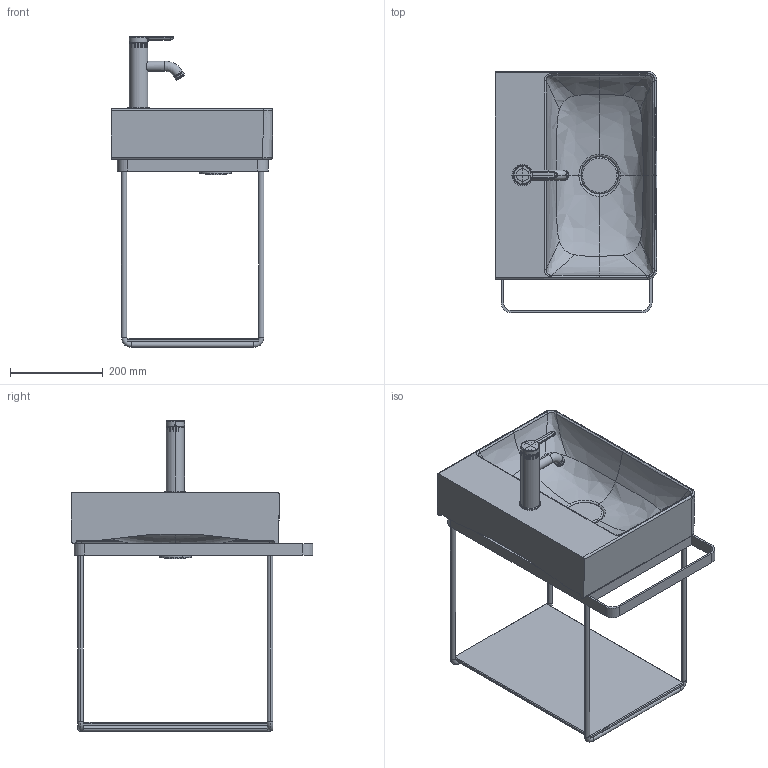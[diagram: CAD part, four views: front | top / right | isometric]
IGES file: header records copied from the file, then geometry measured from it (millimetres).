
Global section: file name: No Iges File Name specified; native system: Autodesk Inventor 2011; preprocessor: AutoDesk Inventor Iges Exporter R2011; author: Administrator; date: 20170629.135909; units: millimetre
Bounding box: 350.05 x 522.52 x 671.31 mm (x, y, z)
Volume: 7754039 mm3; surface area: 1178556.5 mm2
Topology: 14 solids, 17 shells, 513 faces, 1231 edges, 760 vertices
Faces by surface type: bspline 153, plane 140, revolution 107, cylinder 71, torus 31, cone 10, sphere 1
